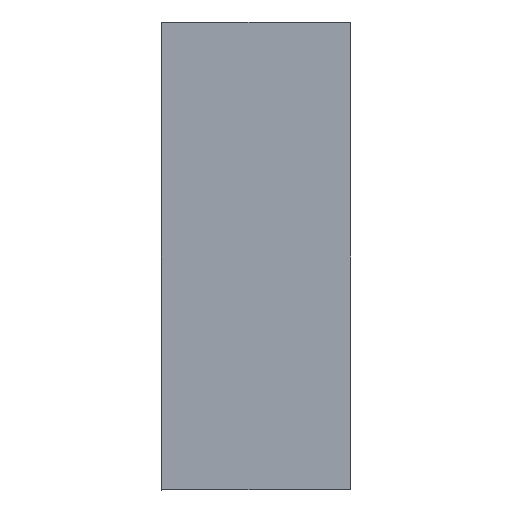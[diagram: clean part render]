
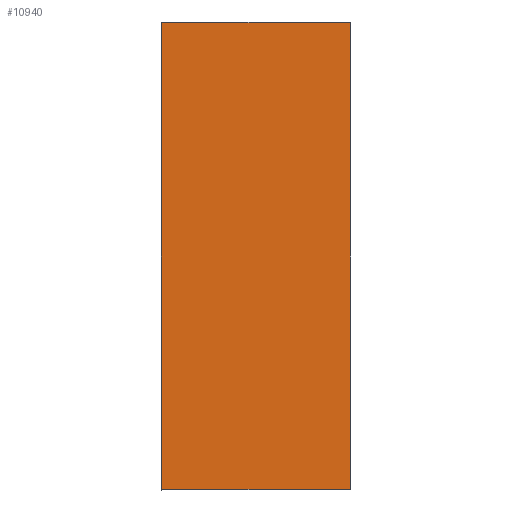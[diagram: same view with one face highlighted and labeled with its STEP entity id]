
A CAD part, top view. The second image highlights one B-rep face of the part: STEP entity #10940.
In plain terms, the highlighted planar face has unit normal (0, 0, 1).
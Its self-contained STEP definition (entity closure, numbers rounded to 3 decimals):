
#169=DIRECTION('',(1.,0.,0.));
#170=VECTOR('',#169,572.229);
#171=CARTESIAN_POINT('',(-286.115,-709.115,0.));
#172=LINE('',#171,#170);
#176=DIRECTION('',(0.,-1.,0.));
#177=VECTOR('',#176,1418.229);
#178=CARTESIAN_POINT('',(-286.115,709.115,0.));
#179=LINE('',#178,#177);
#183=DIRECTION('',(-1.,0.,0.));
#184=VECTOR('',#183,572.229);
#185=CARTESIAN_POINT('',(286.115,709.115,0.));
#186=LINE('',#185,#184);
#190=DIRECTION('',(0.,1.,0.));
#191=VECTOR('',#190,1418.229);
#192=CARTESIAN_POINT('',(286.115,-709.115,0.));
#193=LINE('',#192,#191);
#306=CARTESIAN_POINT('',(-286.115,-709.115,0.));
#428=CARTESIAN_POINT('',(286.115,-709.115,0.));
#550=CARTESIAN_POINT('',(286.115,709.115,0.));
#615=CARTESIAN_POINT('',(-286.115,709.115,0.));
#10178=VERTEX_POINT('',#615);
#10181=VERTEX_POINT('',#550);
#10184=VERTEX_POINT('',#428);
#10187=VERTEX_POINT('',#306);
#10925=CARTESIAN_POINT('',(0.,0.,0.));
#10926=DIRECTION('',(0.,0.,1.));
#10927=DIRECTION('',(1.,0.,0.));
#10928=AXIS2_PLACEMENT_3D('',#10925,#10926,#10927);
#10929=PLANE('',#10928);
#10931=ORIENTED_EDGE('',*,*,#10930,.F.);
#10933=ORIENTED_EDGE('',*,*,#10932,.F.);
#10935=ORIENTED_EDGE('',*,*,#10934,.F.);
#10937=ORIENTED_EDGE('',*,*,#10936,.F.);
#10938=EDGE_LOOP('',(#10931,#10933,#10935,#10937));
#10939=FACE_OUTER_BOUND('',#10938,.F.);
#10930=EDGE_CURVE('',#10187,#10184,#172,.T.);
#10932=EDGE_CURVE('',#10178,#10187,#179,.T.);
#10934=EDGE_CURVE('',#10181,#10178,#186,.T.);
#10936=EDGE_CURVE('',#10184,#10181,#193,.T.);
#10940=ADVANCED_FACE('',(#10939),#10929,.T.);
